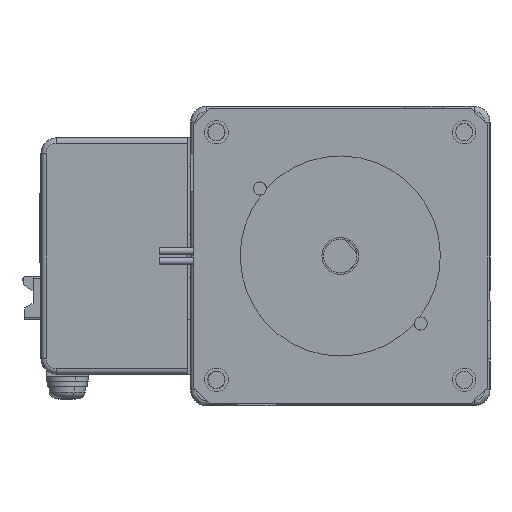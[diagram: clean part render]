
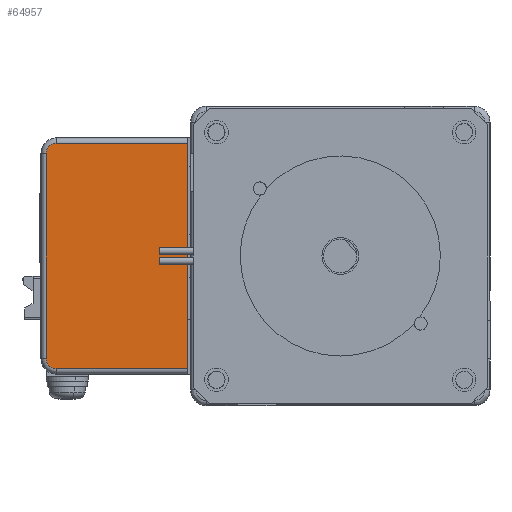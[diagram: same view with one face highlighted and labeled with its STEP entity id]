
A CAD part, left-side view. The second image highlights one B-rep face of the part: STEP entity #64957.
In plain terms, the highlighted planar face has unit normal (-1, 0, 0).
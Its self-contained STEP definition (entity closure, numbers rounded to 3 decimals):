
#4758 = AXIS2_PLACEMENT_3D ( 'NONE', #141958, #127125, #70182 ) ;
#7475 = VECTOR ( 'NONE', #138516, 1000. ) ;
#9182 = VERTEX_POINT ( 'NONE', #167043 ) ;
#9632 = VERTEX_POINT ( 'NONE', #82393 ) ;
#10668 = AXIS2_PLACEMENT_3D ( 'NONE', #81451, #23373, #138373 ) ;
#12685 = LINE ( 'NONE', #96687, #107867 ) ;
#14369 = ORIENTED_EDGE ( 'NONE', *, *, #136257, .T. ) ;
#15572 = DIRECTION ( 'NONE',  ( -1., 0., 0. ) ) ;
#19691 = EDGE_CURVE ( 'NONE', #86645, #9182, #89666, .T. ) ;
#23373 = DIRECTION ( 'NONE',  ( 1., 0., 0. ) ) ;
#28008 = DIRECTION ( 'NONE',  ( 0., 0., -1. ) ) ;
#30741 = DIRECTION ( 'NONE',  ( 0., 0., -1. ) ) ;
#37436 = CIRCLE ( 'NONE', #4758, 2. ) ;
#40003 = ORIENTED_EDGE ( 'NONE', *, *, #80250, .T. ) ;
#40229 = CARTESIAN_POINT ( 'NONE',  ( -47., 57.5, 0. ) ) ;
#45583 = CARTESIAN_POINT ( 'NONE',  ( -47., 84.5, 0. ) ) ;
#47341 = CARTESIAN_POINT ( 'NONE',  ( -47., 57.5, -50. ) ) ;
#64686 = VECTOR ( 'NONE', #30741, 1000. ) ;
#64957 = ADVANCED_FACE ( 'NONE', ( #165065 ), #164438, .F. ) ;
#67918 = EDGE_CURVE ( 'NONE', #166805, #9632, #112533, .T. ) ;
#70182 = DIRECTION ( 'NONE',  ( 0., 0., -1. ) ) ;
#71296 = CARTESIAN_POINT ( 'NONE',  ( -47., 84.5, -48. ) ) ;
#78349 = LINE ( 'NONE', #40229, #7475 ) ;
#78367 = ORIENTED_EDGE ( 'NONE', *, *, #19691, .T. ) ;
#78718 = DIRECTION ( 'NONE',  ( 0., 1., 0. ) ) ;
#80250 = EDGE_CURVE ( 'NONE', #9632, #90998, #12685, .T. ) ;
#81451 = CARTESIAN_POINT ( 'NONE',  ( -47., 0., 0. ) ) ;
#82393 = CARTESIAN_POINT ( 'NONE',  ( -47., 82.5, -50. ) ) ;
#84278 = DIRECTION ( 'NONE',  ( 0., -1., 0. ) ) ;
#86645 = VERTEX_POINT ( 'NONE', #158096 ) ;
#89599 = VECTOR ( 'NONE', #78718, 1000. ) ;
#89666 = LINE ( 'NONE', #118990, #89599 ) ;
#90998 = VERTEX_POINT ( 'NONE', #47341 ) ;
#96687 = CARTESIAN_POINT ( 'NONE',  ( -47., 0., -50. ) ) ;
#102268 = LINE ( 'NONE', #45583, #64686 ) ;
#107867 = VECTOR ( 'NONE', #84278, 1000. ) ;
#112533 = CIRCLE ( 'NONE', #139120, 2. ) ;
#118990 = CARTESIAN_POINT ( 'NONE',  ( -47., 82.5, -7. ) ) ;
#120639 = ORIENTED_EDGE ( 'NONE', *, *, #67918, .T. ) ;
#122259 = ORIENTED_EDGE ( 'NONE', *, *, #122664, .F. ) ;
#122664 = EDGE_CURVE ( 'NONE', #86645, #90998, #78349, .T. ) ;
#123420 = EDGE_LOOP ( 'NONE', ( #120639, #40003, #122259, #78367, #14369, #176158 ) ) ;
#127125 = DIRECTION ( 'NONE',  ( -1., 0., 0. ) ) ;
#136179 = VERTEX_POINT ( 'NONE', #181622 ) ;
#136257 = EDGE_CURVE ( 'NONE', #9182, #136179, #37436, .T. ) ;
#138373 = DIRECTION ( 'NONE',  ( 0., 0., -1. ) ) ;
#138516 = DIRECTION ( 'NONE',  ( 0., 0., -1. ) ) ;
#139120 = AXIS2_PLACEMENT_3D ( 'NONE', #169688, #15572, #28008 ) ;
#141958 = CARTESIAN_POINT ( 'NONE',  ( -47., 82.5, -9. ) ) ;
#155333 = EDGE_CURVE ( 'NONE', #136179, #166805, #102268, .T. ) ;
#158096 = CARTESIAN_POINT ( 'NONE',  ( -47., 57.5, -7. ) ) ;
#164438 = PLANE ( 'NONE',  #10668 ) ;
#165065 = FACE_OUTER_BOUND ( 'NONE', #123420, .T. ) ;
#166805 = VERTEX_POINT ( 'NONE', #71296 ) ;
#167043 = CARTESIAN_POINT ( 'NONE',  ( -47., 82.5, -7. ) ) ;
#169688 = CARTESIAN_POINT ( 'NONE',  ( -47., 82.5, -48. ) ) ;
#176158 = ORIENTED_EDGE ( 'NONE', *, *, #155333, .T. ) ;
#181622 = CARTESIAN_POINT ( 'NONE',  ( -47., 84.5, -9. ) ) ;
